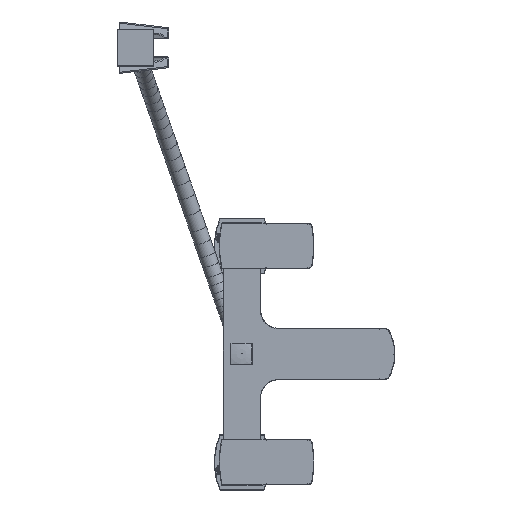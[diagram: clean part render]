
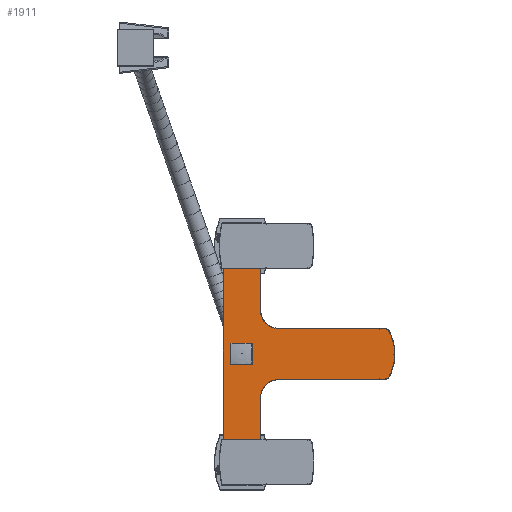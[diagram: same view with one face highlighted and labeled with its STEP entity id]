
A CAD part, top view. The second image highlights one B-rep face of the part: STEP entity #1911.
In plain terms, the highlighted planar face has unit normal (0, 0, 1).
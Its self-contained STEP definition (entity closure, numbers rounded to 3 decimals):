
#1078=B_SPLINE_CURVE_WITH_KNOTS('',3,(#47040,#47041,#47042,#47043,#47044,
#47045),.UNSPECIFIED.,.F.,.F.,(4,2,4),(0.,0.5,1.),.UNSPECIFIED.);
#1079=B_SPLINE_CURVE_WITH_KNOTS('',3,(#47058,#47059,#47060,#47061,#47062,
#47063),.UNSPECIFIED.,.F.,.F.,(4,2,4),(0.,0.5,1.),.UNSPECIFIED.);
#1080=B_SPLINE_CURVE_WITH_KNOTS('',3,(#47067,#47068,#47069,#47070,#47071,
#47072,#47073,#47074,#47075,#47076),.UNSPECIFIED.,.F.,.F.,(4,2,2,2,4),(0.,
0.5,0.75,0.875,1.),.UNSPECIFIED.);
#1081=B_SPLINE_CURVE_WITH_KNOTS('',3,(#47078,#47079,#47080,#47081),
 .UNSPECIFIED.,.F.,.F.,(4,4),(0.,1.),.UNSPECIFIED.);
#1082=B_SPLINE_CURVE_WITH_KNOTS('',3,(#47083,#47084,#47085,#47086),
 .UNSPECIFIED.,.F.,.F.,(4,4),(0.,1.),.UNSPECIFIED.);
#1083=B_SPLINE_CURVE_WITH_KNOTS('',3,(#47088,#47089,#47090,#47091,#47092,
#47093,#47094,#47095,#47096,#47097),.UNSPECIFIED.,.F.,.F.,(4,2,2,2,4),(0.,
0.125,0.25,0.5,1.),.UNSPECIFIED.);
#1911=ADVANCED_FACE('',(#5390),#3898,.F.);
#3898=PLANE('',#35075);
#5390=FACE_OUTER_BOUND('',#7251,.T.);
#7251=EDGE_LOOP('',(#9768,#9769,#9770,#9771,#9772,#9773,#9774,#9775,#9776,
#9777,#9778,#9779,#9780));
#9768=ORIENTED_EDGE('',*,*,#22493,.T.);
#9769=ORIENTED_EDGE('',*,*,#22494,.T.);
#9770=ORIENTED_EDGE('',*,*,#22495,.T.);
#9771=ORIENTED_EDGE('',*,*,#22496,.T.);
#9772=ORIENTED_EDGE('',*,*,#22497,.F.);
#9773=ORIENTED_EDGE('',*,*,#22498,.T.);
#9774=ORIENTED_EDGE('',*,*,#22499,.T.);
#9775=ORIENTED_EDGE('',*,*,#22500,.T.);
#9776=ORIENTED_EDGE('',*,*,#22501,.T.);
#9777=ORIENTED_EDGE('',*,*,#22502,.T.);
#9778=ORIENTED_EDGE('',*,*,#22503,.T.);
#9779=ORIENTED_EDGE('',*,*,#22504,.T.);
#9780=ORIENTED_EDGE('',*,*,#22505,.T.);
#19276=VERTEX_POINT('',#47046);
#19277=VERTEX_POINT('',#47047);
#19278=VERTEX_POINT('',#47049);
#19279=VERTEX_POINT('',#47051);
#19280=VERTEX_POINT('',#47053);
#19281=VERTEX_POINT('',#47055);
#19282=VERTEX_POINT('',#47057);
#19283=VERTEX_POINT('',#47064);
#19284=VERTEX_POINT('',#47066);
#19285=VERTEX_POINT('',#47077);
#19286=VERTEX_POINT('',#47082);
#19287=VERTEX_POINT('',#47087);
#19288=VERTEX_POINT('',#47098);
#22493=EDGE_CURVE('',#19276,#19277,#1078,.T.);
#22494=EDGE_CURVE('',#19277,#19278,#27839,.T.);
#22495=EDGE_CURVE('',#19278,#19279,#27840,.T.);
#22496=EDGE_CURVE('',#19279,#19280,#27841,.T.);
#22497=EDGE_CURVE('',#19281,#19280,#27842,.T.);
#22498=EDGE_CURVE('',#19281,#19282,#27843,.T.);
#22499=EDGE_CURVE('',#19282,#19283,#1079,.T.);
#22500=EDGE_CURVE('',#19283,#19284,#27844,.T.);
#22501=EDGE_CURVE('',#19284,#19285,#1080,.T.);
#22502=EDGE_CURVE('',#19285,#19286,#1081,.T.);
#22503=EDGE_CURVE('',#19286,#19287,#1082,.T.);
#22504=EDGE_CURVE('',#19287,#19288,#1083,.T.);
#22505=EDGE_CURVE('',#19288,#19276,#27845,.T.);
#27839=LINE('',#47048,#31421);
#27840=LINE('',#47050,#31422);
#27841=LINE('',#47052,#31423);
#27842=LINE('',#47054,#31424);
#27843=LINE('',#47056,#31425);
#27844=LINE('',#47065,#31426);
#27845=LINE('',#47099,#31427);
#31421=VECTOR('',#37673,1.);
#31422=VECTOR('',#37674,1.);
#31423=VECTOR('',#37675,1.);
#31424=VECTOR('',#37676,1.);
#31425=VECTOR('',#37677,1.);
#31426=VECTOR('',#37678,1.);
#31427=VECTOR('',#37679,1.);
#35075=AXIS2_PLACEMENT_3D('',#47100,#37680,#37681);
#37673=DIRECTION('',(0.,1.,0.));
#37674=DIRECTION('',(-1.,0.,0.));
#37675=DIRECTION('',(0.,-1.,0.));
#37676=DIRECTION('',(-1.,0.,0.));
#37677=DIRECTION('',(0.,1.,0.));
#37678=DIRECTION('',(1.,0.,0.));
#37679=DIRECTION('',(-1.,0.,0.));
#37680=DIRECTION('',(0.,0.,-1.));
#37681=DIRECTION('',(1.,0.,0.));
#47040=CARTESIAN_POINT('',(32.,117.857,0.));
#47041=CARTESIAN_POINT('',(27.9,117.857,0.));
#47042=CARTESIAN_POINT('',(23.913,119.63,0.));
#47043=CARTESIAN_POINT('',(18.302,125.48,0.));
#47044=CARTESIAN_POINT('',(16.7,129.51,0.));
#47045=CARTESIAN_POINT('',(16.7,133.606,0.));
#47046=CARTESIAN_POINT('',(32.,117.857,0.));
#47047=CARTESIAN_POINT('',(16.7,133.606,0.));
#47048=CARTESIAN_POINT('',(16.7,25.75,0.));
#47049=CARTESIAN_POINT('',(16.7,167.75,0.));
#47050=CARTESIAN_POINT('',(17.,167.75,0.));
#47051=CARTESIAN_POINT('',(-13.7,167.75,0.));
#47052=CARTESIAN_POINT('',(-13.7,25.75,0.));
#47053=CARTESIAN_POINT('',(-13.7,25.75,0.));
#47054=CARTESIAN_POINT('',(17.,25.75,0.));
#47055=CARTESIAN_POINT('',(16.7,25.75,0.));
#47056=CARTESIAN_POINT('',(16.7,25.75,0.));
#47057=CARTESIAN_POINT('',(16.7,59.895,0.));
#47058=CARTESIAN_POINT('',(16.7,59.895,0.));
#47059=CARTESIAN_POINT('',(16.7,63.991,0.));
#47060=CARTESIAN_POINT('',(18.311,68.03,0.));
#47061=CARTESIAN_POINT('',(23.908,73.864,0.));
#47062=CARTESIAN_POINT('',(27.899,75.643,0.));
#47063=CARTESIAN_POINT('',(32.,75.643,0.));
#47064=CARTESIAN_POINT('',(32.,75.643,0.));
#47065=CARTESIAN_POINT('',(97.825,75.643,0.));
#47066=CARTESIAN_POINT('',(97.825,75.643,0.));
#47067=CARTESIAN_POINT('',(97.825,75.644,0.));
#47068=CARTESIAN_POINT('',(102.676,75.646,0.));
#47069=CARTESIAN_POINT('',(107.527,75.659,0.));
#47070=CARTESIAN_POINT('',(114.804,75.687,0.));
#47071=CARTESIAN_POINT('',(117.231,75.675,0.));
#47072=CARTESIAN_POINT('',(120.867,75.734,0.));
#47073=CARTESIAN_POINT('',(122.049,76.163,0.));
#47074=CARTESIAN_POINT('',(123.906,77.733,0.));
#47075=CARTESIAN_POINT('',(124.512,78.812,0.));
#47076=CARTESIAN_POINT('',(124.993,79.926,0.));
#47077=CARTESIAN_POINT('',(124.993,79.926,0.));
#47078=CARTESIAN_POINT('',(124.993,79.926,0.));
#47079=CARTESIAN_POINT('',(127.292,85.245,0.));
#47080=CARTESIAN_POINT('',(128.472,90.955,0.));
#47081=CARTESIAN_POINT('',(128.472,96.75,0.));
#47082=CARTESIAN_POINT('',(128.472,96.75,0.));
#47083=CARTESIAN_POINT('',(128.472,96.75,0.));
#47084=CARTESIAN_POINT('',(128.472,102.545,0.));
#47085=CARTESIAN_POINT('',(127.292,108.255,0.));
#47086=CARTESIAN_POINT('',(124.993,113.574,0.));
#47087=CARTESIAN_POINT('',(124.993,113.574,0.));
#47088=CARTESIAN_POINT('',(124.993,113.574,0.));
#47089=CARTESIAN_POINT('',(124.512,114.688,0.));
#47090=CARTESIAN_POINT('',(123.906,115.767,0.));
#47091=CARTESIAN_POINT('',(122.049,117.337,0.));
#47092=CARTESIAN_POINT('',(120.867,117.766,0.));
#47093=CARTESIAN_POINT('',(117.231,117.825,0.));
#47094=CARTESIAN_POINT('',(114.804,117.813,0.));
#47095=CARTESIAN_POINT('',(107.527,117.841,0.));
#47096=CARTESIAN_POINT('',(102.676,117.854,0.));
#47097=CARTESIAN_POINT('',(97.825,117.856,0.));
#47098=CARTESIAN_POINT('',(97.825,117.857,0.));
#47099=CARTESIAN_POINT('',(32.,117.857,0.));
#47100=CARTESIAN_POINT('',(17.,25.75,0.));
